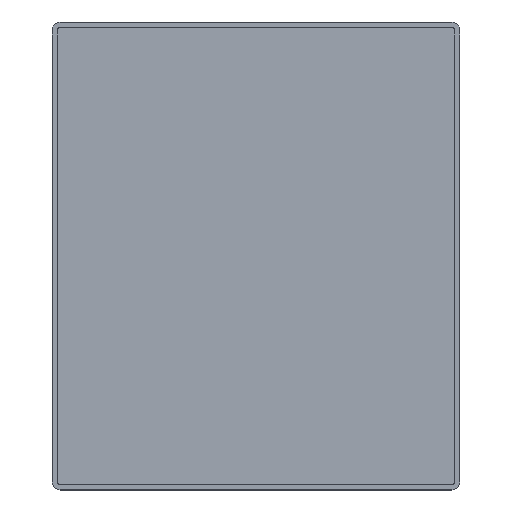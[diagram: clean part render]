
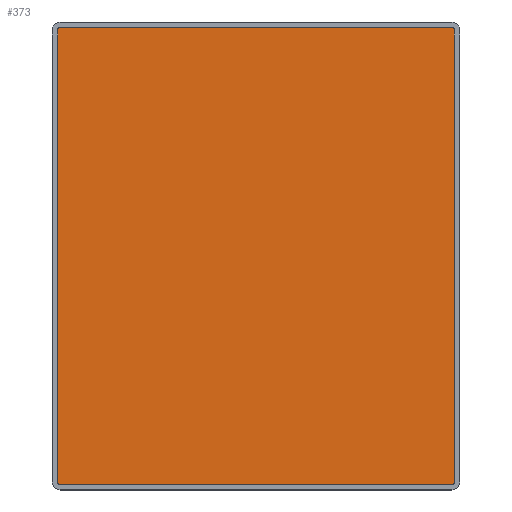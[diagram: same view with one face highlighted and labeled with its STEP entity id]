
A CAD part, top view. The second image highlights one B-rep face of the part: STEP entity #373.
In plain terms, the highlighted planar face has unit normal (0, 0, 1).
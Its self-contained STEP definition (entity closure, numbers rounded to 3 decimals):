
#5 = CARTESIAN_POINT ( 'NONE',  ( 146., 84.651, 2. ) ) ;
#21 = CARTESIAN_POINT ( 'NONE',  ( -1., -86., 2. ) ) ;
#29 = EDGE_CURVE ( 'NONE', #436, #252, #563, .T. ) ;
#32 = DIRECTION ( 'NONE',  ( 0., 0., 1. ) ) ;
#57 = EDGE_LOOP ( 'NONE', ( #484, #123, #352, #164, #379, #360, #363, #489 ) ) ;
#63 = CARTESIAN_POINT ( 'NONE',  ( 146., 84.651, 2. ) ) ;
#72 = DIRECTION ( 'NONE',  ( 0., 0., 1. ) ) ;
#77 = DIRECTION ( 'NONE',  ( 0., 0., 1. ) ) ;
#84 = EDGE_CURVE ( 'NONE', #396, #436, #112, .T. ) ;
#98 = DIRECTION ( 'NONE',  ( 0., 0., 1. ) ) ;
#100 = AXIS2_PLACEMENT_3D ( 'NONE', #319, #77, #228 ) ;
#111 = CARTESIAN_POINT ( 'NONE',  ( 146., -87., 2. ) ) ;
#112 = CIRCLE ( 'NONE', #369, 1. ) ;
#115 = DIRECTION ( 'NONE',  ( 0., 0., 1. ) ) ;
#123 = ORIENTED_EDGE ( 'NONE', *, *, #185, .T. ) ;
#152 = PLANE ( 'NONE',  #261 ) ;
#156 = CIRCLE ( 'NONE', #281, 1. ) ;
#164 = ORIENTED_EDGE ( 'NONE', *, *, #29, .T. ) ;
#185 = EDGE_CURVE ( 'NONE', #496, #396, #625, .T. ) ;
#188 = VERTEX_POINT ( 'NONE', #328 ) ;
#212 = DIRECTION ( 'NONE',  ( -1., 0., 0. ) ) ;
#227 = VECTOR ( 'NONE', #307, 1000. ) ;
#228 = DIRECTION ( 'NONE',  ( 1., 0., 0. ) ) ;
#234 = CARTESIAN_POINT ( 'NONE',  ( 147., 83.651, 2. ) ) ;
#252 = VERTEX_POINT ( 'NONE', #603 ) ;
#253 = CARTESIAN_POINT ( 'NONE',  ( -2., 83.651, 2. ) ) ;
#256 = CARTESIAN_POINT ( 'NONE',  ( 146., -86., 2. ) ) ;
#261 = AXIS2_PLACEMENT_3D ( 'NONE', #491, #32, #641 ) ;
#264 = LINE ( 'NONE', #253, #227 ) ;
#278 = DIRECTION ( 'NONE',  ( 1., 0., 0. ) ) ;
#281 = AXIS2_PLACEMENT_3D ( 'NONE', #21, #115, #333 ) ;
#287 = DIRECTION ( 'NONE',  ( 1., 0., 0. ) ) ;
#293 = CARTESIAN_POINT ( 'NONE',  ( 147., 83.651, 2. ) ) ;
#307 = DIRECTION ( 'NONE',  ( 0., -1., 0. ) ) ;
#314 = VECTOR ( 'NONE', #212, 1000. ) ;
#319 = CARTESIAN_POINT ( 'NONE',  ( -1., 83.651, 2. ) ) ;
#328 = CARTESIAN_POINT ( 'NONE',  ( -2., 83.651, 2. ) ) ;
#333 = DIRECTION ( 'NONE',  ( 1., 0., 0. ) ) ;
#351 = AXIS2_PLACEMENT_3D ( 'NONE', #256, #98, #364 ) ;
#352 = ORIENTED_EDGE ( 'NONE', *, *, #84, .T. ) ;
#355 = EDGE_CURVE ( 'NONE', #477, #527, #455, .T. ) ;
#360 = ORIENTED_EDGE ( 'NONE', *, *, #481, .T. ) ;
#363 = ORIENTED_EDGE ( 'NONE', *, *, #626, .T. ) ;
#364 = DIRECTION ( 'NONE',  ( 1., 0., 0. ) ) ;
#369 = AXIS2_PLACEMENT_3D ( 'NONE', #534, #72, #278 ) ;
#373 = ADVANCED_FACE ( 'NONE', ( #407 ), #152, .T. ) ;
#379 = ORIENTED_EDGE ( 'NONE', *, *, #588, .T. ) ;
#382 = CARTESIAN_POINT ( 'NONE',  ( -2., -86., 2. ) ) ;
#396 = VERTEX_POINT ( 'NONE', #293 ) ;
#402 = VECTOR ( 'NONE', #427, 1000. ) ;
#407 = FACE_OUTER_BOUND ( 'NONE', #57, .T. ) ;
#409 = CARTESIAN_POINT ( 'NONE',  ( -1., -87., 2. ) ) ;
#420 = CARTESIAN_POINT ( 'NONE',  ( 147., -86., 2. ) ) ;
#427 = DIRECTION ( 'NONE',  ( 0., 1., 0. ) ) ;
#436 = VERTEX_POINT ( 'NONE', #5 ) ;
#455 = LINE ( 'NONE', #657, #466 ) ;
#466 = VECTOR ( 'NONE', #287, 1000. ) ;
#472 = EDGE_CURVE ( 'NONE', #527, #496, #632, .T. ) ;
#477 = VERTEX_POINT ( 'NONE', #409 ) ;
#481 = EDGE_CURVE ( 'NONE', #188, #604, #264, .T. ) ;
#484 = ORIENTED_EDGE ( 'NONE', *, *, #472, .T. ) ;
#489 = ORIENTED_EDGE ( 'NONE', *, *, #355, .T. ) ;
#491 = CARTESIAN_POINT ( 'NONE',  ( 146., -86., 2. ) ) ;
#496 = VERTEX_POINT ( 'NONE', #420 ) ;
#527 = VERTEX_POINT ( 'NONE', #111 ) ;
#534 = CARTESIAN_POINT ( 'NONE',  ( 146., 83.651, 2. ) ) ;
#539 = CIRCLE ( 'NONE', #100, 1. ) ;
#563 = LINE ( 'NONE', #63, #314 ) ;
#588 = EDGE_CURVE ( 'NONE', #252, #188, #539, .T. ) ;
#603 = CARTESIAN_POINT ( 'NONE',  ( -1., 84.651, 2. ) ) ;
#604 = VERTEX_POINT ( 'NONE', #382 ) ;
#625 = LINE ( 'NONE', #234, #402 ) ;
#626 = EDGE_CURVE ( 'NONE', #604, #477, #156, .T. ) ;
#632 = CIRCLE ( 'NONE', #351, 1. ) ;
#641 = DIRECTION ( 'NONE',  ( 1., 0., 0. ) ) ;
#657 = CARTESIAN_POINT ( 'NONE',  ( -1., -87., 2. ) ) ;
